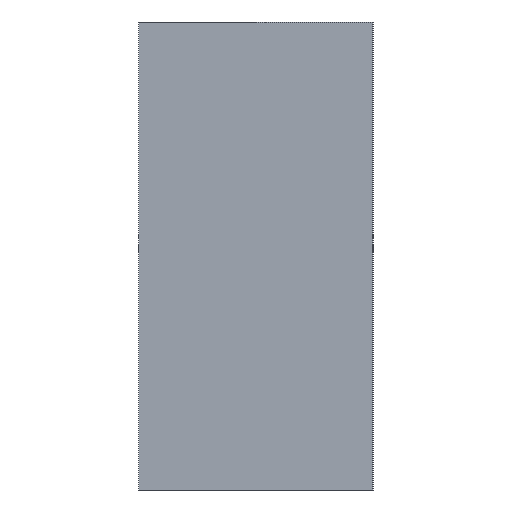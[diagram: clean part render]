
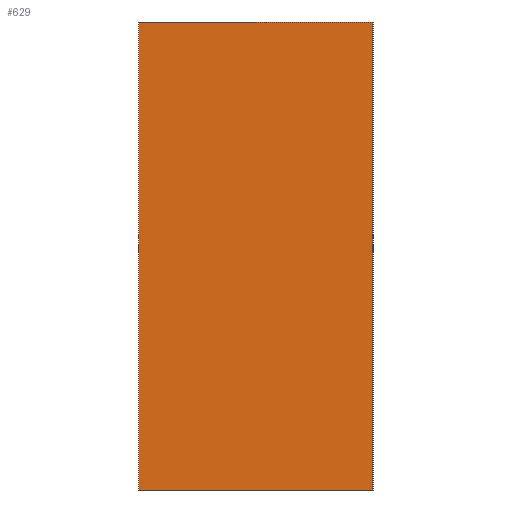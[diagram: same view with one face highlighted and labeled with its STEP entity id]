
A CAD part, left-side view. The second image highlights one B-rep face of the part: STEP entity #629.
In plain terms, the highlighted planar face has unit normal (-1, 0, 0).
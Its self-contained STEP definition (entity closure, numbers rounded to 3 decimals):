
#32 = DIRECTION ( 'NONE',  ( 0., 0., -1. ) ) ;
#142 = PLANE ( 'NONE',  #234 ) ;
#179 = VECTOR ( 'NONE', #496, 1000. ) ;
#205 = VECTOR ( 'NONE', #307, 1000. ) ;
#208 = DIRECTION ( 'NONE',  ( 0., 0., -1. ) ) ;
#223 = VERTEX_POINT ( 'NONE', #334 ) ;
#234 = AXIS2_PLACEMENT_3D ( 'NONE', #778, #384, #208 ) ;
#307 = DIRECTION ( 'NONE',  ( 0., -1., 0. ) ) ;
#324 = LINE ( 'NONE', #533, #810 ) ;
#334 = CARTESIAN_POINT ( 'NONE',  ( 0., 0., 0. ) ) ;
#354 = ORIENTED_EDGE ( 'NONE', *, *, #527, .T. ) ;
#357 = LINE ( 'NONE', #801, #179 ) ;
#378 = VERTEX_POINT ( 'NONE', #415 ) ;
#383 = EDGE_CURVE ( 'NONE', #441, #223, #546, .T. ) ;
#384 = DIRECTION ( 'NONE',  ( 1., 0., 0. ) ) ;
#401 = EDGE_CURVE ( 'NONE', #378, #441, #357, .T. ) ;
#415 = CARTESIAN_POINT ( 'NONE',  ( 0., 50., 100. ) ) ;
#439 = CARTESIAN_POINT ( 'NONE',  ( 0., 0., 100. ) ) ;
#440 = VERTEX_POINT ( 'NONE', #834 ) ;
#441 = VERTEX_POINT ( 'NONE', #439 ) ;
#446 = ORIENTED_EDGE ( 'NONE', *, *, #401, .F. ) ;
#475 = DIRECTION ( 'NONE',  ( 0., 0., -1. ) ) ;
#495 = VECTOR ( 'NONE', #32, 1000. ) ;
#496 = DIRECTION ( 'NONE',  ( 0., -1., 0. ) ) ;
#527 = EDGE_CURVE ( 'NONE', #440, #223, #559, .T. ) ;
#533 = CARTESIAN_POINT ( 'NONE',  ( 0., 50., 100. ) ) ;
#546 = LINE ( 'NONE', #604, #495 ) ;
#559 = LINE ( 'NONE', #695, #205 ) ;
#578 = FACE_OUTER_BOUND ( 'NONE', #742, .T. ) ;
#604 = CARTESIAN_POINT ( 'NONE',  ( 0., 0., 100. ) ) ;
#629 = ADVANCED_FACE ( 'NONE', ( #578 ), #142, .F. ) ;
#668 = EDGE_CURVE ( 'NONE', #378, #440, #324, .T. ) ;
#695 = CARTESIAN_POINT ( 'NONE',  ( 0., 0., 0. ) ) ;
#742 = EDGE_LOOP ( 'NONE', ( #354, #824, #446, #747 ) ) ;
#747 = ORIENTED_EDGE ( 'NONE', *, *, #668, .T. ) ;
#778 = CARTESIAN_POINT ( 'NONE',  ( 0., 0., 100. ) ) ;
#801 = CARTESIAN_POINT ( 'NONE',  ( 0., 0., 100. ) ) ;
#810 = VECTOR ( 'NONE', #475, 1000. ) ;
#824 = ORIENTED_EDGE ( 'NONE', *, *, #383, .F. ) ;
#834 = CARTESIAN_POINT ( 'NONE',  ( 0., 50., 0. ) ) ;
